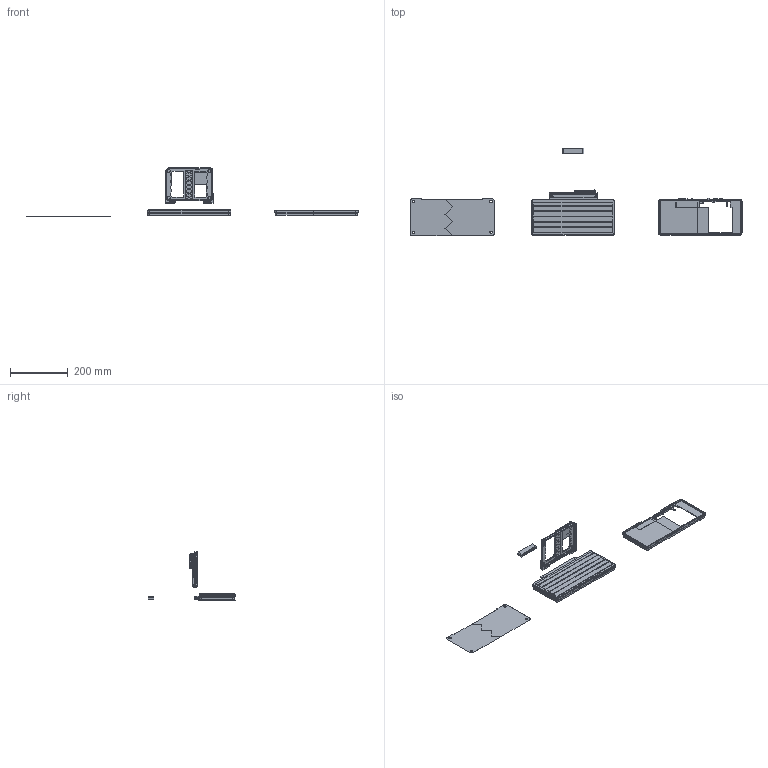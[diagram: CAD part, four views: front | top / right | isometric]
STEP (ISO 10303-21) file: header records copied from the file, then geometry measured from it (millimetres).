
FILE_DESCRIPTION(/* description */ ('STEP AP242','CAx-IF Rec.Pracs.---Representation and Presentation of Product Manufacturing Information (PMI)---4.0---2014-10-13','CAx-IF Rec.Pracs.---3D Tessellated Geometry---0.4---2014-09-14','2;1'),/* implementation_level */ '2;1');
FILE_NAME(/* name */ 'bdcfe4c3-0309-428a-b45b-47230c79a9f5',/* time_stamp */ '2023-03-11T16:45:19+00:00',/* author */ (''),/* organization */ (''),/* preprocessor_version */ 'ST-DEVELOPER v18.102',/* originating_system */ ' ',/* authorisation */ ' ');
FILE_SCHEMA (('AP242_MANAGED_MODEL_BASED_3D_ENGINEERING_MIM_LF { 1 0 10303 442 1 1 4 }'));
Length unit declared in the file: metre
Products named in the file (18): Part 5; Part 28; Part 27; Part 26; Part 25; Part 11; Part 10; Part 8; Part 7; Part 2; Part 1; Part 6; Part 3
Bounding box: 1150.8 x 302.8 x 167.55 mm (x, y, z)
Volume: 628411.7 mm3; surface area: 447629.8 mm2
Topology: 18 solids, 18 shells, 1261 faces, 3447 edges, 2258 vertices
Faces by surface type: plane 1068, cylinder 153, cone 28, torus 8, bspline 4
Full cylindrical faces by diameter (mm): 1.4 x20, 2.8 x2, 3.6 x2, 8.2 x4, 10.2 x8, 10.4 x4
Entity records: 39685 total; most frequent: CARTESIAN_POINT 7158, ORIENTED_EDGE 6808, DIRECTION 6253, EDGE_CURVE 3404, LINE 3021, VECTOR 3021, VERTEX_POINT 2255, AXIS2_PLACEMENT_3D 1616
